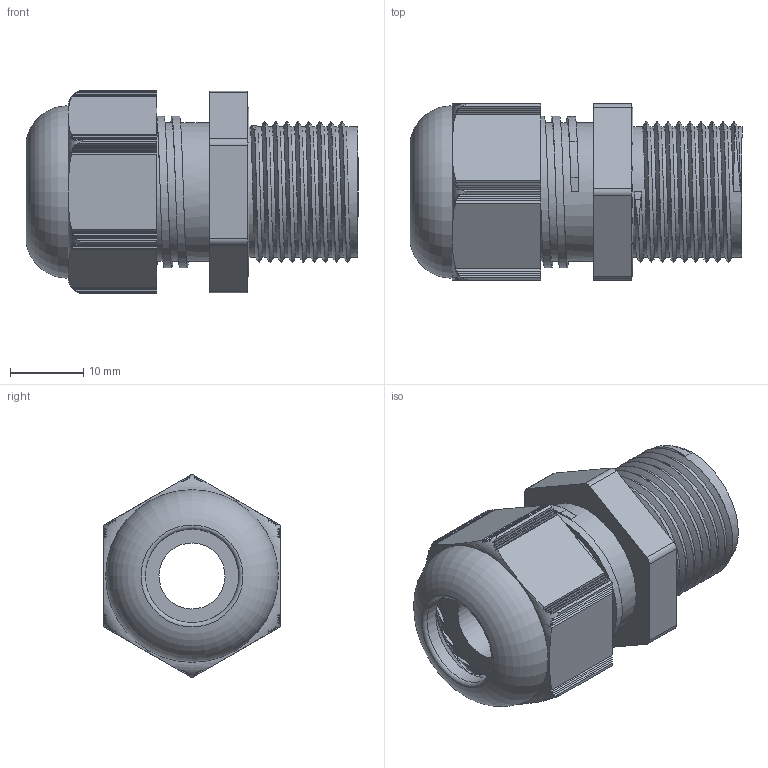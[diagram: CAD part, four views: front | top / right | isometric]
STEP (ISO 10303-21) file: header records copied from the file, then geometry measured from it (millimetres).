
FILE_DESCRIPTION(/* description */ ('Euro-Top M20, KB: 5-9 mm'),/* implementation_level */ '2;1');
FILE_NAME(/* name */ '11480520R-RST.stp',/* time_stamp */ '2019-11-21T15:19:27+01:00',/* author */ ('sl'),/* organization */ (''),/* preprocessor_version */ 'ST-DEVELOPER v16.5',/* originating_system */ 'Autodesk Inventor 2017',/* authorisation */ '');
FILE_SCHEMA (('AUTOMOTIVE_DESIGN { 1 0 10303 214 3 1 1 }'));
Length unit declared in the file: millimetre
Products named in the file (4): 11480520R; Euro-Top-15-BT-0001-11480520; Euro-Top-15-BT-0002-11480520; 11480520R_1
Assembly tree (3 placements, depth 2):
  11480520R
    Euro-Top-15-BT-0001-11480520
    Euro-Top-15-BT-0002-11480520
    11480520R_1
Bounding box: 45.21 x 24 x 27.71 mm (x, y, z)
Volume: 9941.1 mm3; surface area: 10932.6 mm2
Topology: 3 solids, 3 shells, 261 faces, 744 edges, 493 vertices
Faces by surface type: plane 191, cylinder 43, torus 20, bspline 6, cone 1
Full cylindrical faces by diameter (mm): 9 x1, 12.6 x1, 12.71 x1, 13.8 x1, 15.3 x1, 15.46 x1, 17.82 x9, 18.86 x5, 21.1 x6, 23.5 x1
Entity records: 11700 total; most frequent: CARTESIAN_POINT 5320, ORIENTED_EDGE 1326, DIRECTION 1306, EDGE_CURVE 663, AXIS2_PLACEMENT_3D 462, VERTEX_POINT 449, LINE 382, VECTOR 382
